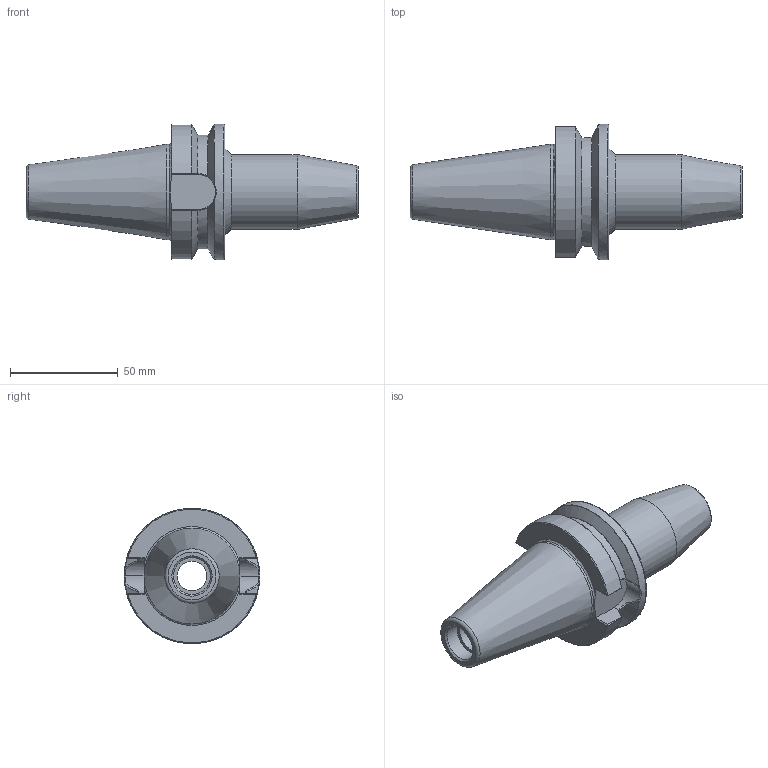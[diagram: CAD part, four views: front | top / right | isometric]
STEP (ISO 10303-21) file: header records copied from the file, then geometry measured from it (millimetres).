
FILE_DESCRIPTION(/* description */ (''),/* implementation_level */ '2;1');
FILE_NAME(/* name */ 'BT40-SF.625-3.5.step',/* time_stamp */ '2025-11-18T08:49:39-06:00',/* author */ (''),/* organization */ (''),/* preprocessor_version */ 'ST-DEVELOPER v20.1',/* originating_system */ 'Autodesk Translation Framework v14.21.0.0',/* authorisation */ '');
FILE_SCHEMA (('AUTOMOTIVE_DESIGN { 1 0 10303 214 3 1 1 }'));
Length unit declared in the file: inch
Products named in the file (2): BT40 Standard Template; BT40 EM.750-2.5D
Assembly tree (1 placements, depth 2):
  BT40 Standard Template
    BT40 EM.750-2.5D
Bounding box: 154.4 x 63 x 63 mm (x, y, z)
Volume: 157945.5 mm3; surface area: 31011.2 mm2
Topology: 1 solids, 1 shells, 86 faces, 229 edges, 148 vertices
Faces by surface type: plane 25, bspline 20, cylinder 16, cone 14, torus 11
Full cylindrical faces by diameter (mm): 13.716 x1, 13.843 x1, 15.875 x1, 17.15 x1, 17.399 x1, 34.798 x1, 44.45 x1, 63 x1
Entity records: 3528 total; most frequent: CARTESIAN_POINT 1462, ORIENTED_EDGE 458, DIRECTION 370, EDGE_CURVE 229, AXIS2_PLACEMENT_3D 150, VERTEX_POINT 148, EDGE_LOOP 91, FACE_OUTER_BOUND 86
